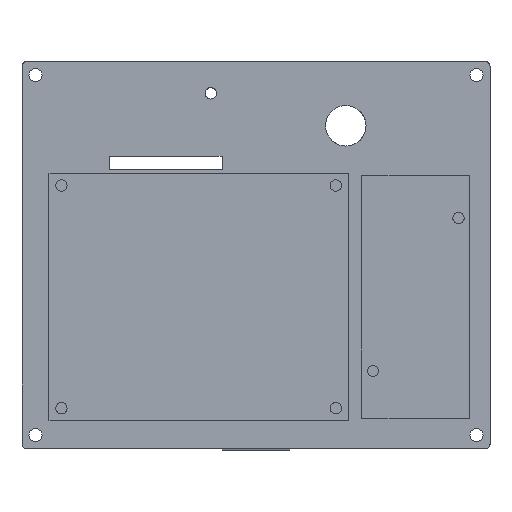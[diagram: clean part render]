
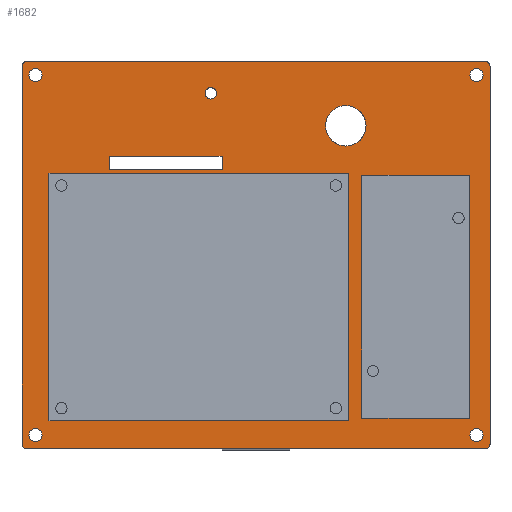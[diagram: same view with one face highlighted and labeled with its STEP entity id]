
A CAD part, top view. The second image highlights one B-rep face of the part: STEP entity #1682.
In plain terms, the highlighted planar face has unit normal (0, 0, 1).
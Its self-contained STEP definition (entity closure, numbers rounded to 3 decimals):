
#19=FACE_BOUND('',#305,.T.);
#20=FACE_BOUND('',#306,.T.);
#21=FACE_BOUND('',#307,.T.);
#22=FACE_BOUND('',#308,.T.);
#23=FACE_BOUND('',#309,.T.);
#24=FACE_BOUND('',#310,.T.);
#25=FACE_BOUND('',#311,.T.);
#26=FACE_BOUND('',#312,.T.);
#27=FACE_BOUND('',#313,.T.);
#115=CIRCLE('',#1827,1.);
#117=CIRCLE('',#1833,1.);
#118=CIRCLE('',#1839,1.);
#119=CIRCLE('',#1841,1.);
#120=CIRCLE('',#1843,1.265);
#121=CIRCLE('',#1844,4.5);
#122=CIRCLE('',#1845,1.465);
#123=CIRCLE('',#1846,1.465);
#124=CIRCLE('',#1847,1.465);
#125=CIRCLE('',#1848,1.465);
#201=FACE_OUTER_BOUND('',#304,.T.);
#304=EDGE_LOOP('',(#1373,#1374,#1375,#1376,#1377,#1378,#1379,#1380));
#305=EDGE_LOOP('',(#1381));
#306=EDGE_LOOP('',(#1382,#1383,#1384,#1385));
#307=EDGE_LOOP('',(#1386));
#308=EDGE_LOOP('',(#1387,#1388,#1389,#1390));
#309=EDGE_LOOP('',(#1391,#1392,#1393,#1394));
#310=EDGE_LOOP('',(#1395));
#311=EDGE_LOOP('',(#1396));
#312=EDGE_LOOP('',(#1397));
#313=EDGE_LOOP('',(#1398));
#403=LINE('',#2496,#569);
#470=LINE('',#2737,#636);
#479=LINE('',#2763,#645);
#480=LINE('',#2764,#646);
#481=LINE('',#2769,#647);
#482=LINE('',#2771,#648);
#483=LINE('',#2773,#649);
#484=LINE('',#2774,#650);
#485=LINE('',#2779,#651);
#486=LINE('',#2781,#652);
#487=LINE('',#2783,#653);
#488=LINE('',#2784,#654);
#489=LINE('',#2787,#655);
#490=LINE('',#2789,#656);
#491=LINE('',#2791,#657);
#492=LINE('',#2792,#658);
#569=VECTOR('',#1980,10.);
#636=VECTOR('',#2199,10.);
#645=VECTOR('',#2234,10.);
#646=VECTOR('',#2235,10.);
#647=VECTOR('',#2238,10.);
#648=VECTOR('',#2239,10.);
#649=VECTOR('',#2240,10.);
#650=VECTOR('',#2241,10.);
#651=VECTOR('',#2244,10.);
#652=VECTOR('',#2245,10.);
#653=VECTOR('',#2246,10.);
#654=VECTOR('',#2247,10.);
#655=VECTOR('',#2248,10.);
#656=VECTOR('',#2249,10.);
#657=VECTOR('',#2250,10.);
#658=VECTOR('',#2251,10.);
#723=VERTEX_POINT('',#2493);
#724=VERTEX_POINT('',#2495);
#793=VERTEX_POINT('',#2728);
#794=VERTEX_POINT('',#2730);
#795=VERTEX_POINT('',#2736);
#797=VERTEX_POINT('',#2753);
#798=VERTEX_POINT('',#2755);
#799=VERTEX_POINT('',#2759);
#800=VERTEX_POINT('',#2765);
#801=VERTEX_POINT('',#2767);
#802=VERTEX_POINT('',#2768);
#803=VERTEX_POINT('',#2770);
#804=VERTEX_POINT('',#2772);
#805=VERTEX_POINT('',#2775);
#806=VERTEX_POINT('',#2777);
#807=VERTEX_POINT('',#2778);
#808=VERTEX_POINT('',#2780);
#809=VERTEX_POINT('',#2782);
#810=VERTEX_POINT('',#2785);
#811=VERTEX_POINT('',#2786);
#812=VERTEX_POINT('',#2788);
#813=VERTEX_POINT('',#2790);
#814=VERTEX_POINT('',#2793);
#815=VERTEX_POINT('',#2795);
#816=VERTEX_POINT('',#2797);
#817=VERTEX_POINT('',#2799);
#886=EDGE_CURVE('',#724,#723,#403,.T.);
#993=EDGE_CURVE('',#793,#794,#115,.T.);
#996=EDGE_CURVE('',#795,#794,#470,.T.);
#1000=EDGE_CURVE('',#795,#723,#117,.T.);
#1005=EDGE_CURVE('',#797,#798,#118,.T.);
#1007=EDGE_CURVE('',#724,#799,#119,.T.);
#1009=EDGE_CURVE('',#793,#798,#479,.T.);
#1010=EDGE_CURVE('',#797,#799,#480,.T.);
#1011=EDGE_CURVE('',#800,#800,#120,.T.);
#1012=EDGE_CURVE('',#801,#802,#481,.T.);
#1013=EDGE_CURVE('',#802,#803,#482,.T.);
#1014=EDGE_CURVE('',#803,#804,#483,.T.);
#1015=EDGE_CURVE('',#804,#801,#484,.T.);
#1016=EDGE_CURVE('',#805,#805,#121,.T.);
#1017=EDGE_CURVE('',#806,#807,#485,.T.);
#1018=EDGE_CURVE('',#807,#808,#486,.T.);
#1019=EDGE_CURVE('',#808,#809,#487,.T.);
#1020=EDGE_CURVE('',#809,#806,#488,.T.);
#1021=EDGE_CURVE('',#810,#811,#489,.T.);
#1022=EDGE_CURVE('',#811,#812,#490,.T.);
#1023=EDGE_CURVE('',#812,#813,#491,.T.);
#1024=EDGE_CURVE('',#813,#810,#492,.T.);
#1025=EDGE_CURVE('',#814,#814,#122,.T.);
#1026=EDGE_CURVE('',#815,#815,#123,.T.);
#1027=EDGE_CURVE('',#816,#816,#124,.T.);
#1028=EDGE_CURVE('',#817,#817,#125,.T.);
#1373=ORIENTED_EDGE('',*,*,#1007,.F.);
#1374=ORIENTED_EDGE('',*,*,#886,.T.);
#1375=ORIENTED_EDGE('',*,*,#1000,.F.);
#1376=ORIENTED_EDGE('',*,*,#996,.T.);
#1377=ORIENTED_EDGE('',*,*,#993,.F.);
#1378=ORIENTED_EDGE('',*,*,#1009,.T.);
#1379=ORIENTED_EDGE('',*,*,#1005,.F.);
#1380=ORIENTED_EDGE('',*,*,#1010,.T.);
#1381=ORIENTED_EDGE('',*,*,#1011,.T.);
#1382=ORIENTED_EDGE('',*,*,#1012,.T.);
#1383=ORIENTED_EDGE('',*,*,#1013,.T.);
#1384=ORIENTED_EDGE('',*,*,#1014,.T.);
#1385=ORIENTED_EDGE('',*,*,#1015,.T.);
#1386=ORIENTED_EDGE('',*,*,#1016,.T.);
#1387=ORIENTED_EDGE('',*,*,#1017,.T.);
#1388=ORIENTED_EDGE('',*,*,#1018,.T.);
#1389=ORIENTED_EDGE('',*,*,#1019,.T.);
#1390=ORIENTED_EDGE('',*,*,#1020,.T.);
#1391=ORIENTED_EDGE('',*,*,#1021,.T.);
#1392=ORIENTED_EDGE('',*,*,#1022,.T.);
#1393=ORIENTED_EDGE('',*,*,#1023,.T.);
#1394=ORIENTED_EDGE('',*,*,#1024,.T.);
#1395=ORIENTED_EDGE('',*,*,#1025,.T.);
#1396=ORIENTED_EDGE('',*,*,#1026,.T.);
#1397=ORIENTED_EDGE('',*,*,#1027,.T.);
#1398=ORIENTED_EDGE('',*,*,#1028,.T.);
#1595=PLANE('',#1842);
#1682=ADVANCED_FACE('',(#201,#19,#20,#21,#22,#23,#24,#25,#26,#27),#1595,
 .T.);
#1827=AXIS2_PLACEMENT_3D('',#2731,#2191,#2192);
#1833=AXIS2_PLACEMENT_3D('',#2744,#2208,#2209);
#1839=AXIS2_PLACEMENT_3D('',#2756,#2224,#2225);
#1841=AXIS2_PLACEMENT_3D('',#2760,#2229,#2230);
#1842=AXIS2_PLACEMENT_3D('',#2762,#2232,#2233);
#1843=AXIS2_PLACEMENT_3D('',#2766,#2236,#2237);
#1844=AXIS2_PLACEMENT_3D('',#2776,#2242,#2243);
#1845=AXIS2_PLACEMENT_3D('',#2794,#2252,#2253);
#1846=AXIS2_PLACEMENT_3D('',#2796,#2254,#2255);
#1847=AXIS2_PLACEMENT_3D('',#2798,#2256,#2257);
#1848=AXIS2_PLACEMENT_3D('',#2800,#2258,#2259);
#1980=DIRECTION('',(0.,-1.,0.));
#2191=DIRECTION('center_axis',(0.,0.,-1.));
#2192=DIRECTION('ref_axis',(0.707,-0.707,0.));
#2199=DIRECTION('',(1.,0.,0.));
#2208=DIRECTION('center_axis',(0.,0.,-1.));
#2209=DIRECTION('ref_axis',(-0.707,-0.707,0.));
#2224=DIRECTION('center_axis',(0.,0.,-1.));
#2225=DIRECTION('ref_axis',(0.707,0.707,0.));
#2229=DIRECTION('center_axis',(0.,0.,-1.));
#2230=DIRECTION('ref_axis',(-0.707,0.707,0.));
#2232=DIRECTION('center_axis',(0.,0.,1.));
#2233=DIRECTION('ref_axis',(1.,0.,0.));
#2234=DIRECTION('',(0.,1.,0.));
#2235=DIRECTION('',(-1.,0.,0.));
#2236=DIRECTION('center_axis',(0.,0.,-1.));
#2237=DIRECTION('ref_axis',(1.,0.,0.));
#2238=DIRECTION('',(-1.,0.,0.));
#2239=DIRECTION('',(0.,1.,0.));
#2240=DIRECTION('',(1.,0.,0.));
#2241=DIRECTION('',(0.,-1.,0.));
#2242=DIRECTION('center_axis',(0.,0.,-1.));
#2243=DIRECTION('ref_axis',(-1.,0.,0.));
#2244=DIRECTION('',(0.,1.,0.));
#2245=DIRECTION('',(1.,0.,0.));
#2246=DIRECTION('',(0.,-1.,0.));
#2247=DIRECTION('',(-1.,0.,0.));
#2248=DIRECTION('',(-1.,0.,0.));
#2249=DIRECTION('',(0.,1.,0.));
#2250=DIRECTION('',(1.,0.,0.));
#2251=DIRECTION('',(0.,-1.,0.));
#2252=DIRECTION('center_axis',(0.,0.,-1.));
#2253=DIRECTION('ref_axis',(-1.,0.,0.));
#2254=DIRECTION('center_axis',(0.,0.,-1.));
#2255=DIRECTION('ref_axis',(-1.,0.,0.));
#2256=DIRECTION('center_axis',(0.,0.,-1.));
#2257=DIRECTION('ref_axis',(-1.,0.,0.));
#2258=DIRECTION('center_axis',(0.,0.,-1.));
#2259=DIRECTION('ref_axis',(-1.,0.,0.));
#2493=CARTESIAN_POINT('',(-52.,-32.75,5.));
#2495=CARTESIAN_POINT('',(-52.,51.25,5.));
#2496=CARTESIAN_POINT('',(-52.,24.625,5.));
#2728=CARTESIAN_POINT('',(52.,-32.75,5.));
#2730=CARTESIAN_POINT('',(51.,-33.75,5.));
#2731=CARTESIAN_POINT('Origin',(51.,-32.75,5.));
#2736=CARTESIAN_POINT('',(-51.,-33.75,5.));
#2737=CARTESIAN_POINT('',(-25.,-33.75,5.));
#2744=CARTESIAN_POINT('Origin',(-51.,-32.75,5.));
#2753=CARTESIAN_POINT('',(51.,52.25,5.));
#2755=CARTESIAN_POINT('',(52.,51.25,5.));
#2756=CARTESIAN_POINT('Origin',(51.,51.25,5.));
#2759=CARTESIAN_POINT('',(-51.,52.25,5.));
#2760=CARTESIAN_POINT('Origin',(-51.,51.25,5.));
#2762=CARTESIAN_POINT('Origin',(0.,0.,5.));
#2763=CARTESIAN_POINT('',(52.,-15.375,5.));
#2764=CARTESIAN_POINT('',(25.,52.25,5.));
#2765=CARTESIAN_POINT('',(-11.318,45.212,5.));
#2766=CARTESIAN_POINT('Origin',(-10.053,45.212,5.));
#2767=CARTESIAN_POINT('',(-7.553,28.212,5.));
#2768=CARTESIAN_POINT('',(-32.553,28.212,5.));
#2769=CARTESIAN_POINT('',(-3.777,28.212,5.));
#2770=CARTESIAN_POINT('',(-32.553,31.212,5.));
#2771=CARTESIAN_POINT('',(-32.553,14.106,5.));
#2772=CARTESIAN_POINT('',(-7.553,31.212,5.));
#2773=CARTESIAN_POINT('',(-16.277,31.212,5.));
#2774=CARTESIAN_POINT('',(-7.553,15.606,5.));
#2775=CARTESIAN_POINT('',(24.447,38.005,5.));
#2776=CARTESIAN_POINT('Origin',(19.947,38.005,5.));
#2777=CARTESIAN_POINT('',(-46.,-27.5,5.));
#2778=CARTESIAN_POINT('',(-46.,27.5,5.));
#2779=CARTESIAN_POINT('',(-46.,-27.5,5.));
#2780=CARTESIAN_POINT('',(20.5,27.5,5.));
#2781=CARTESIAN_POINT('',(-46.,27.5,5.));
#2782=CARTESIAN_POINT('',(20.5,-27.5,5.));
#2783=CARTESIAN_POINT('',(20.5,27.5,5.));
#2784=CARTESIAN_POINT('',(20.5,-27.5,5.));
#2785=CARTESIAN_POINT('',(47.5,-27.,5.));
#2786=CARTESIAN_POINT('',(23.5,-27.,5.));
#2787=CARTESIAN_POINT('',(23.5,-27.,5.));
#2788=CARTESIAN_POINT('',(23.5,27.,5.));
#2789=CARTESIAN_POINT('',(23.5,27.,5.));
#2790=CARTESIAN_POINT('',(47.5,27.,5.));
#2791=CARTESIAN_POINT('',(47.5,27.,5.));
#2792=CARTESIAN_POINT('',(47.5,-27.,5.));
#2793=CARTESIAN_POINT('',(50.465,49.25,5.));
#2794=CARTESIAN_POINT('Origin',(49.,49.25,5.));
#2795=CARTESIAN_POINT('',(-47.535,-30.75,5.));
#2796=CARTESIAN_POINT('Origin',(-49.,-30.75,5.));
#2797=CARTESIAN_POINT('',(50.465,-30.75,5.));
#2798=CARTESIAN_POINT('Origin',(49.,-30.75,5.));
#2799=CARTESIAN_POINT('',(-47.535,49.25,5.));
#2800=CARTESIAN_POINT('Origin',(-49.,49.25,5.));
